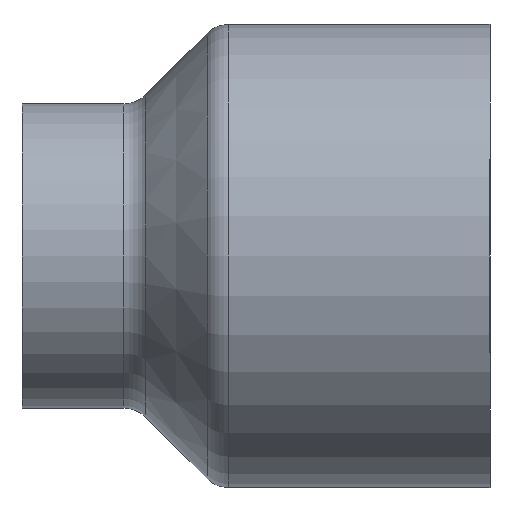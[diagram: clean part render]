
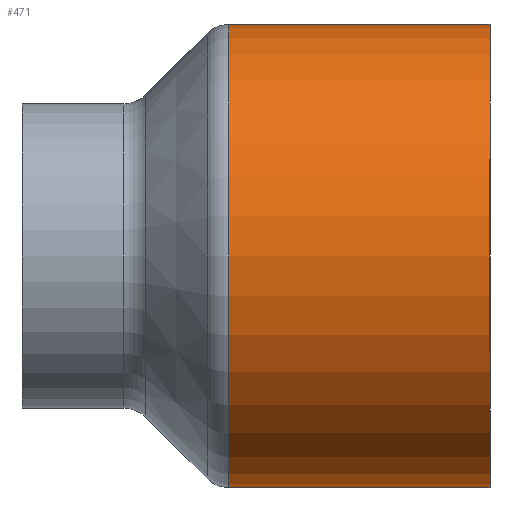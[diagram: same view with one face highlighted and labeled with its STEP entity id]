
A CAD part, left-side view. The second image highlights one B-rep face of the part: STEP entity #471.
In plain terms, the highlighted cylindrical face has radius 24.75 mm (diameter 49.5 mm), a partial arc.
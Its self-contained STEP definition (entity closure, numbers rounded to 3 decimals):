
#136 = ORIENTED_EDGE ( 'NONE', *, *, #469, .T. ) ;
#144 = ORIENTED_EDGE ( 'NONE', *, *, #179, .T. ) ;
#145 = ORIENTED_EDGE ( 'NONE', *, *, #467, .F. ) ;
#173 = EDGE_CURVE ( 'NONE', #214, #174, #332, .T. ) ;
#174 = VERTEX_POINT ( 'NONE', #321 ) ;
#177 = VERTEX_POINT ( 'NONE', #315 ) ;
#179 = EDGE_CURVE ( 'NONE', #213, #177, #314, .T. ) ;
#213 = VERTEX_POINT ( 'NONE', #566 ) ;
#214 = VERTEX_POINT ( 'NONE', #565 ) ;
#252 = ORIENTED_EDGE ( 'NONE', *, *, #173, .F. ) ;
#301 = CARTESIAN_POINT ( 'NONE',  ( 0., 27.888, 0. ) ) ;
#302 = AXIS2_PLACEMENT_3D ( 'NONE', #301, #612, #732 ) ;
#309 = CIRCLE ( 'NONE', #302, 24.75 ) ;
#311 = DIRECTION ( 'NONE',  ( 0., -1., 0. ) ) ;
#312 = VECTOR ( 'NONE', #311, 1000. ) ;
#313 = CARTESIAN_POINT ( 'NONE',  ( 0., 0., -24.75 ) ) ;
#314 = LINE ( 'NONE', #313, #312 ) ;
#315 = CARTESIAN_POINT ( 'NONE',  ( 0., 0., -24.75 ) ) ;
#321 = CARTESIAN_POINT ( 'NONE',  ( 0., 0., 24.75 ) ) ;
#329 = DIRECTION ( 'NONE',  ( 0., -1., 0. ) ) ;
#330 = VECTOR ( 'NONE', #329, 1000. ) ;
#331 = CARTESIAN_POINT ( 'NONE',  ( 0., 0., 24.75 ) ) ;
#332 = LINE ( 'NONE', #331, #330 ) ;
#462 = EDGE_LOOP ( 'NONE', ( #252, #136, #144, #145 ) ) ;
#467 = EDGE_CURVE ( 'NONE', #174, #177, #611, .T. ) ;
#469 = EDGE_CURVE ( 'NONE', #214, #213, #309, .T. ) ;
#471 = ADVANCED_FACE ( 'NONE', ( #733 ), #745, .T. ) ;
#565 = CARTESIAN_POINT ( 'NONE',  ( 0., 27.888, 24.75 ) ) ;
#566 = CARTESIAN_POINT ( 'NONE',  ( 0., 27.888, -24.75 ) ) ;
#607 = DIRECTION ( 'NONE',  ( 0., 0., -1. ) ) ;
#608 = DIRECTION ( 'NONE',  ( 0., -1., 0. ) ) ;
#609 = CARTESIAN_POINT ( 'NONE',  ( 0., 0., 0. ) ) ;
#610 = AXIS2_PLACEMENT_3D ( 'NONE', #609, #608, #607 ) ;
#611 = CIRCLE ( 'NONE', #610, 24.75 ) ;
#612 = DIRECTION ( 'NONE',  ( 0., -1., 0. ) ) ;
#732 = DIRECTION ( 'NONE',  ( 0., 0., 1. ) ) ;
#733 = FACE_OUTER_BOUND ( 'NONE', #462, .T. ) ;
#737 = DIRECTION ( 'NONE',  ( 0., 0., -1. ) ) ;
#738 = AXIS2_PLACEMENT_3D ( 'NONE', #740, #739, #737 ) ;
#739 = DIRECTION ( 'NONE',  ( 0., -1., 0. ) ) ;
#740 = CARTESIAN_POINT ( 'NONE',  ( 0., 0., 0. ) ) ;
#745 = CYLINDRICAL_SURFACE ( 'NONE', #738, 24.75 ) ;
